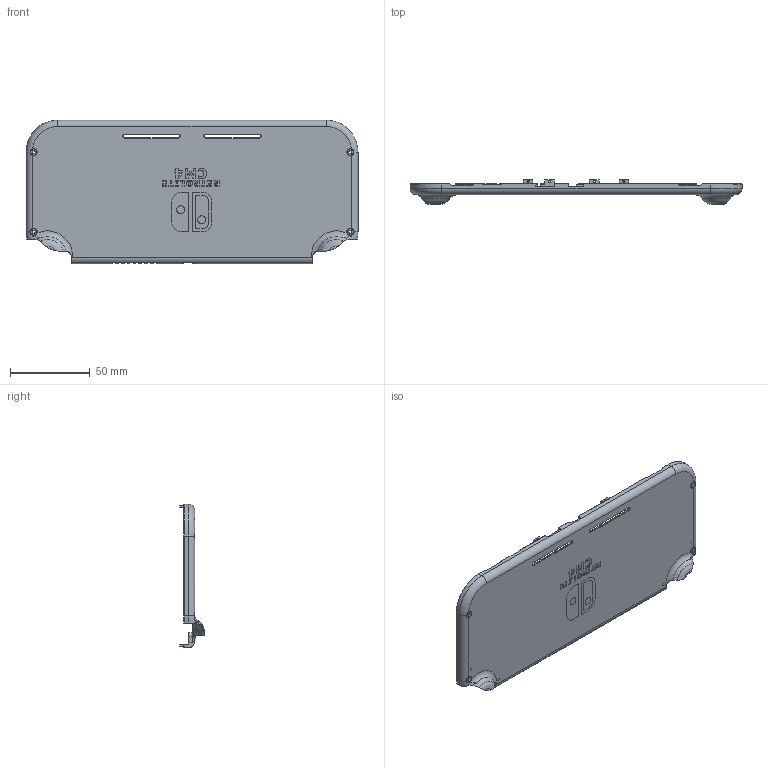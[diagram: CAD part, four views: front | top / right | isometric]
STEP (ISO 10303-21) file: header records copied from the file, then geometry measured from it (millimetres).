
FILE_DESCRIPTION(/* description */ (''),/* implementation_level */ '2;1');
FILE_NAME(/* name */ 'Retro Lite CM4 Rear v1.step',/* time_stamp */ '2022-02-19T18:55:06+09:00',/* author */ (''),/* organization */ (''),/* preprocessor_version */ 'ST-DEVELOPER v18.1',/* originating_system */ 'Autodesk Translation Framework v10.13.0.1454',/* authorisation */ '');
FILE_SCHEMA (('AUTOMOTIVE_DESIGN { 1 0 10303 214 3 1 1 }'));
Length unit declared in the file: millimetre
Products named in the file (1): Retro Lite CM4 Rear
Bounding box: 208 x 15.5 x 90 mm (x, y, z)
Volume: 29044.1 mm3; surface area: 41831.6 mm2
Topology: 1 solids, 1 shells, 568 faces, 1564 edges, 1022 vertices
Faces by surface type: plane 362, cylinder 119, bspline 58, cone 15, torus 10, sphere 4
Full cylindrical faces by diameter (mm): 1.4 x4, 1.6 x4, 1.7 x3, 2 x4, 4 x4, 5 x2
Entity records: 21592 total; most frequent: CARTESIAN_POINT 7110, ORIENTED_EDGE 3120, DIRECTION 2727, EDGE_CURVE 1560, LINE 1065, VECTOR 1065, VERTEX_POINT 1022, AXIS2_PLACEMENT_3D 831
